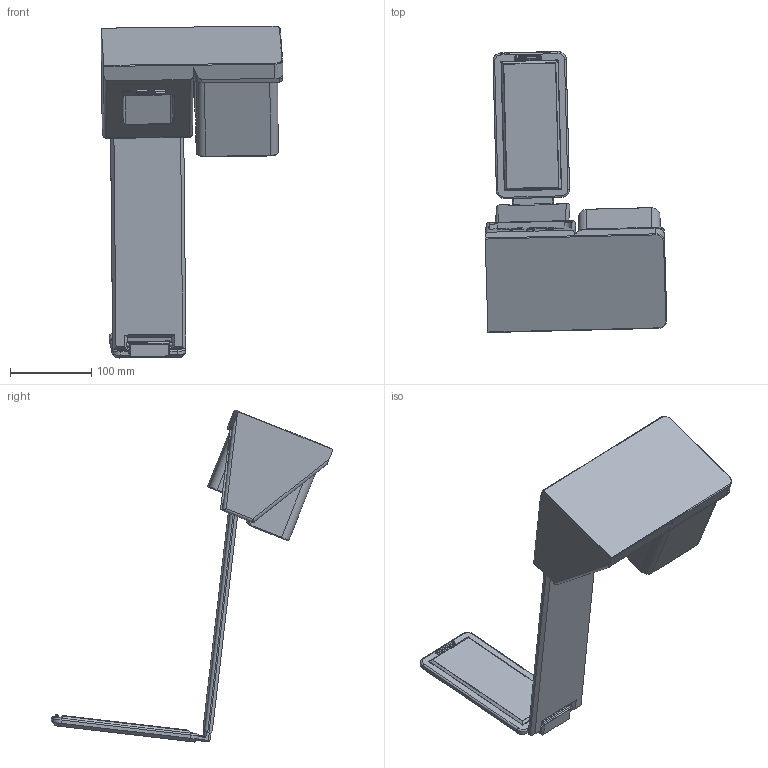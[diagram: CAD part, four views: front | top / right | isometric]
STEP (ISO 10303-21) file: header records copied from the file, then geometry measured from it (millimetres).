
FILE_DESCRIPTION (( 'STEP AP203' ), '1' );
FILE_NAME ('final.STEP', '2023-12-23T10:50:41', ( '' ), ( '' ), 'SwSTEP 2.0', 'SolidWorks 2022', '' );
FILE_SCHEMA (( 'CONFIG_CONTROL_DESIGN' ));
Length unit declared in the file: millimetre
Products named in the file (4): main; light; final; pen stand
Assembly tree (3 placements, depth 2):
  final
    main
    pen stand
    light
Bounding box: 223.28 x 346.06 x 408.07 mm (x, y, z)
Volume: 2069352 mm3; surface area: 318096.9 mm2
Topology: 3 solids, 3 shells, 782 faces, 1987 edges, 1264 vertices
Faces by surface type: plane 403, cylinder 182, bspline 128, torus 53, cone 8, sphere 8
Entity records: 29184 total; most frequent: CARTESIAN_POINT 10718, ORIENTED_EDGE 3962, DIRECTION 3380, EDGE_CURVE 1981, LINE 1272, VECTOR 1272, VERTEX_POINT 1264, AXIS2_PLACEMENT_3D 1054
